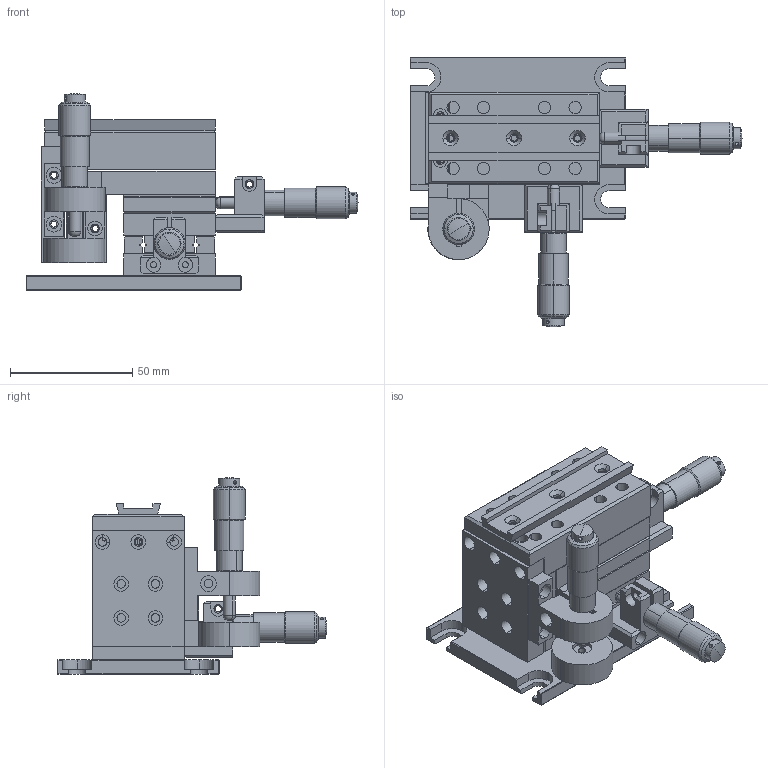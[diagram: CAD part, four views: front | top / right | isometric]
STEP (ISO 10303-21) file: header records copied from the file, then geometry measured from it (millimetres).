
FILE_DESCRIPTION (( 'STEP AP203' ), '1' );
FILE_NAME ('APFPXYZ.step', '2019-05-08T07:00:29', ( '' ), ( '' ), 'SwSTEP 2.0', 'SolidWorks 2017', '' );
FILE_SCHEMA (( 'CONFIG_CONTROL_DESIGN' ));
Length unit declared in the file: millimetre
Products named in the file (1): APFPXYZ
Bounding box: 136.05 x 110.5 x 80.7 mm (x, y, z)
Surface area: 71886.1 mm2 (no closed solid volume)
Topology: 0 solids, 39 shells, 506 faces, 1973 edges, 1457 vertices
Faces by surface type: plane 290, cylinder 172, cone 32, torus 6, sphere 6
Entity records: 21102 total; most frequent: CARTESIAN_POINT 4106, DIRECTION 3603, ORIENTED_EDGE 3050, EDGE_CURVE 1973, VERTEX_POINT 1457, LINE 1315, VECTOR 1315, AXIS2_PLACEMENT_3D 1144
